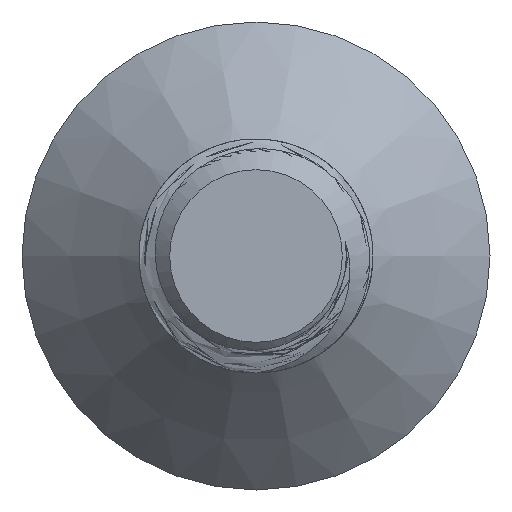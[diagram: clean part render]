
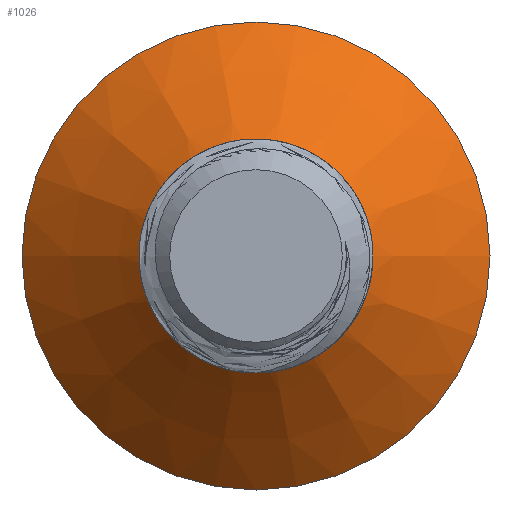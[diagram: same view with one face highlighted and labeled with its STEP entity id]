
A CAD part, left-side view. The second image highlights one B-rep face of the part: STEP entity #1026.
In plain terms, the highlighted conical face has half-angle 45 degrees and reference radius 2 mm.
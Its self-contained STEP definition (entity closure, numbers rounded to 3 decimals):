
#38=CONICAL_SURFACE('',#1105,2.,0.785);
#84=FACE_OUTER_BOUND('',#144,.T.);
#144=EDGE_LOOP('',(#784,#785,#786,#787,#788,#789,#790,#791,#792));
#166=CIRCLE('',#1063,2.);
#167=CIRCLE('',#1065,2.);
#170=CIRCLE('',#1106,4.);
#171=CIRCLE('',#1107,1.545);
#255=B_SPLINE_CURVE_WITH_KNOTS('',3,(#4167,#4168,#4169,#4170,#4171,#4172,
#4173,#4174,#4175,#4176,#4177,#4178,#4179,#4180,#4181,#4182,#4183,#4184,
#4185,#4186),.UNSPECIFIED.,.F.,.F.,(4,2,2,2,2,2,2,2,2,4),(0.491,
0.537,0.617,0.7,0.762,
0.818,0.846,0.909,0.951,
0.992),.UNSPECIFIED.);
#256=B_SPLINE_CURVE_WITH_KNOTS('',3,(#4188,#4189,#4190,#4191,#4192,#4193,
#4194,#4195,#4196,#4197,#4198,#4199),.UNSPECIFIED.,.F.,.F.,(4,2,2,2,2,4),
(0.,0.056,0.111,0.174,
0.236,0.285),.UNSPECIFIED.);
#257=B_SPLINE_CURVE_WITH_KNOTS('',3,(#4202,#4203,#4204,#4205,#4206,#4207,
#4208,#4209,#4210,#4211,#4212,#4213,#4214,#4215,#4216,#4217,#4218,#4219,
#4220,#4221,#4222,#4223,#4224,#4225,#4226,#4227),.UNSPECIFIED.,.F.,.F.,
(4,2,2,2,2,2,2,2,2,2,2,2,4),(0.,0.03,0.062,0.126,
0.188,0.231,0.268,0.302,
0.348,0.377,0.438,0.467,
0.491),.UNSPECIFIED.);
#303=LINE('',#4166,#356);
#356=VECTOR('',#1267,2.);
#372=VERTEX_POINT('',#1342);
#373=VERTEX_POINT('',#1344);
#376=VERTEX_POINT('',#1392);
#453=VERTEX_POINT('',#4163);
#454=VERTEX_POINT('',#4165);
#455=VERTEX_POINT('',#4187);
#456=VERTEX_POINT('',#4200);
#474=EDGE_CURVE('',#372,#373,#166,.T.);
#477=EDGE_CURVE('',#376,#372,#167,.T.);
#590=EDGE_CURVE('',#453,#453,#170,.T.);
#591=EDGE_CURVE('',#453,#454,#303,.T.);
#592=EDGE_CURVE('',#454,#376,#255,.T.);
#593=EDGE_CURVE('',#373,#455,#256,.T.);
#594=EDGE_CURVE('',#455,#456,#171,.T.);
#595=EDGE_CURVE('',#456,#454,#257,.T.);
#784=ORIENTED_EDGE('',*,*,#590,.F.);
#785=ORIENTED_EDGE('',*,*,#591,.T.);
#786=ORIENTED_EDGE('',*,*,#592,.T.);
#787=ORIENTED_EDGE('',*,*,#477,.T.);
#788=ORIENTED_EDGE('',*,*,#474,.T.);
#789=ORIENTED_EDGE('',*,*,#593,.T.);
#790=ORIENTED_EDGE('',*,*,#594,.T.);
#791=ORIENTED_EDGE('',*,*,#595,.T.);
#792=ORIENTED_EDGE('',*,*,#591,.F.);
#1026=ADVANCED_FACE('',(#84),#38,.T.);
#1063=AXIS2_PLACEMENT_3D('',#1351,#1142,#1143);
#1065=AXIS2_PLACEMENT_3D('',#1393,#1147,#1148);
#1105=AXIS2_PLACEMENT_3D('',#4162,#1263,#1264);
#1106=AXIS2_PLACEMENT_3D('',#4164,#1265,#1266);
#1107=AXIS2_PLACEMENT_3D('',#4201,#1268,#1269);
#1142=DIRECTION('center_axis',(0.,0.,1.));
#1143=DIRECTION('ref_axis',(0.,-1.,0.));
#1147=DIRECTION('center_axis',(0.,0.,1.));
#1148=DIRECTION('ref_axis',(0.,-1.,0.));
#1263=DIRECTION('center_axis',(0.,0.,1.));
#1264=DIRECTION('ref_axis',(0.,-1.,0.));
#1265=DIRECTION('center_axis',(0.,0.,1.));
#1266=DIRECTION('ref_axis',(0.,-1.,0.));
#1267=DIRECTION('',(0.,-0.707,-0.707));
#1268=DIRECTION('center_axis',(0.,0.,1.));
#1269=DIRECTION('ref_axis',(1.,0.,0.));
#1342=CARTESIAN_POINT('',(0.,-2.,-2.3));
#1344=CARTESIAN_POINT('',(0.874,-1.799,-2.3));
#1351=CARTESIAN_POINT('Origin',(0.,0.,-2.3));
#1392=CARTESIAN_POINT('',(-0.675,-1.883,-2.3));
#1393=CARTESIAN_POINT('Origin',(0.,0.,-2.3));
#4162=CARTESIAN_POINT('Origin',(0.,0.,-2.3));
#4163=CARTESIAN_POINT('',(0.,4.,-0.3));
#4164=CARTESIAN_POINT('Origin',(0.,0.,-0.3));
#4165=CARTESIAN_POINT('',(0.,1.802,-2.498));
#4166=CARTESIAN_POINT('',(0.,2.,-2.3));
#4167=CARTESIAN_POINT('Ctrl Pts',(0.,1.802,
-2.498));
#4168=CARTESIAN_POINT('Ctrl Pts',(-0.161,1.808,-2.492));
#4169=CARTESIAN_POINT('Ctrl Pts',(-0.311,1.792,-2.487));
#4170=CARTESIAN_POINT('Ctrl Pts',(-0.672,1.716,-2.472));
#4171=CARTESIAN_POINT('Ctrl Pts',(-0.89,1.624,-2.463));
#4172=CARTESIAN_POINT('Ctrl Pts',(-1.287,1.36,-2.444));
#4173=CARTESIAN_POINT('Ctrl Pts',(-1.46,1.187,-2.434));
#4174=CARTESIAN_POINT('Ctrl Pts',(-1.695,0.834,-2.42));
#4175=CARTESIAN_POINT('Ctrl Pts',(-1.803,0.624,-2.412));
#4176=CARTESIAN_POINT('Ctrl Pts',(-1.921,0.118,-2.392));
#4177=CARTESIAN_POINT('Ctrl Pts',(-1.929,-0.132,
-2.382));
#4178=CARTESIAN_POINT('Ctrl Pts',(-1.871,-0.497,
-2.368));
#4179=CARTESIAN_POINT('Ctrl Pts',(-1.84,-0.616,
-2.364));
#4180=CARTESIAN_POINT('Ctrl Pts',(-1.702,-0.993,
-2.349));
#4181=CARTESIAN_POINT('Ctrl Pts',(-1.558,-1.209,-2.341));
#4182=CARTESIAN_POINT('Ctrl Pts',(-1.303,-1.488,-2.328));
#4183=CARTESIAN_POINT('Ctrl Pts',(-1.19,-1.587,-2.322));
#4184=CARTESIAN_POINT('Ctrl Pts',(-0.945,-1.757,
-2.311));
#4185=CARTESIAN_POINT('Ctrl Pts',(-0.813,-1.827,
-2.305));
#4186=CARTESIAN_POINT('Ctrl Pts',(-0.675,-1.883,
-2.3));
#4187=CARTESIAN_POINT('',(-1.483,-0.435,-2.755));
#4188=CARTESIAN_POINT('Ctrl Pts',(0.874,-1.799,-2.3));
#4189=CARTESIAN_POINT('Ctrl Pts',(0.699,-1.856,-2.325));
#4190=CARTESIAN_POINT('Ctrl Pts',(0.518,-1.889,-2.35));
#4191=CARTESIAN_POINT('Ctrl Pts',(0.153,-1.903,-2.399));
#4192=CARTESIAN_POINT('Ctrl Pts',(-0.039,-1.888,
-2.422));
#4193=CARTESIAN_POINT('Ctrl Pts',(-0.455,-1.776,
-2.481));
#4194=CARTESIAN_POINT('Ctrl Pts',(-0.663,-1.673,
-2.515));
#4195=CARTESIAN_POINT('Ctrl Pts',(-1.023,-1.393,-2.586));
#4196=CARTESIAN_POINT('Ctrl Pts',(-1.172,-1.222,-2.622));
#4197=CARTESIAN_POINT('Ctrl Pts',(-1.371,-0.873,-2.684));
#4198=CARTESIAN_POINT('Ctrl Pts',(-1.455,-0.675,-2.714));
#4199=CARTESIAN_POINT('Ctrl Pts',(-1.483,-0.435,
-2.755));
#4200=CARTESIAN_POINT('',(-0.73,-1.362,-2.755));
#4201=CARTESIAN_POINT('Origin',(0.,0.,-2.755));
#4202=CARTESIAN_POINT('Ctrl Pts',(-0.73,-1.362,
-2.755));
#4203=CARTESIAN_POINT('Ctrl Pts',(-0.644,-1.414,
-2.75));
#4204=CARTESIAN_POINT('Ctrl Pts',(-0.552,-1.457,-2.745));
#4205=CARTESIAN_POINT('Ctrl Pts',(-0.357,-1.527,
-2.736));
#4206=CARTESIAN_POINT('Ctrl Pts',(-0.253,-1.552,
-2.731));
#4207=CARTESIAN_POINT('Ctrl Pts',(0.061,-1.596,
-2.717));
#4208=CARTESIAN_POINT('Ctrl Pts',(0.276,-1.581,-2.709));
#4209=CARTESIAN_POINT('Ctrl Pts',(0.68,-1.474,-2.69));
#4210=CARTESIAN_POINT('Ctrl Pts',(0.868,-1.383,-2.68));
#4211=CARTESIAN_POINT('Ctrl Pts',(1.149,-1.173,-2.665));
#4212=CARTESIAN_POINT('Ctrl Pts',(1.305,-1.035,-2.656));
#4213=CARTESIAN_POINT('Ctrl Pts',(1.559,-0.62,-2.637));
#4214=CARTESIAN_POINT('Ctrl Pts',(1.638,-0.409,-2.627));
#4215=CARTESIAN_POINT('Ctrl Pts',(1.705,0.022,-2.608));
#4216=CARTESIAN_POINT('Ctrl Pts',(1.698,0.237,-2.599));
#4217=CARTESIAN_POINT('Ctrl Pts',(1.591,0.715,-2.578));
#4218=CARTESIAN_POINT('Ctrl Pts',(1.475,0.921,-2.57));
#4219=CARTESIAN_POINT('Ctrl Pts',(1.31,1.152,-2.559));
#4220=CARTESIAN_POINT('Ctrl Pts',(1.237,1.237,-2.554));
#4221=CARTESIAN_POINT('Ctrl Pts',(0.991,1.472,-2.54));
#4222=CARTESIAN_POINT('Ctrl Pts',(0.796,1.597,-2.531));
#4223=CARTESIAN_POINT('Ctrl Pts',(0.479,1.722,-2.517));
#4224=CARTESIAN_POINT('Ctrl Pts',(0.37,1.753,-2.512));
#4225=CARTESIAN_POINT('Ctrl Pts',(0.17,1.79,-2.504));
#4226=CARTESIAN_POINT('Ctrl Pts',(0.084,1.799,-2.501));
#4227=CARTESIAN_POINT('Ctrl Pts',(0.,1.802,
-2.498));
